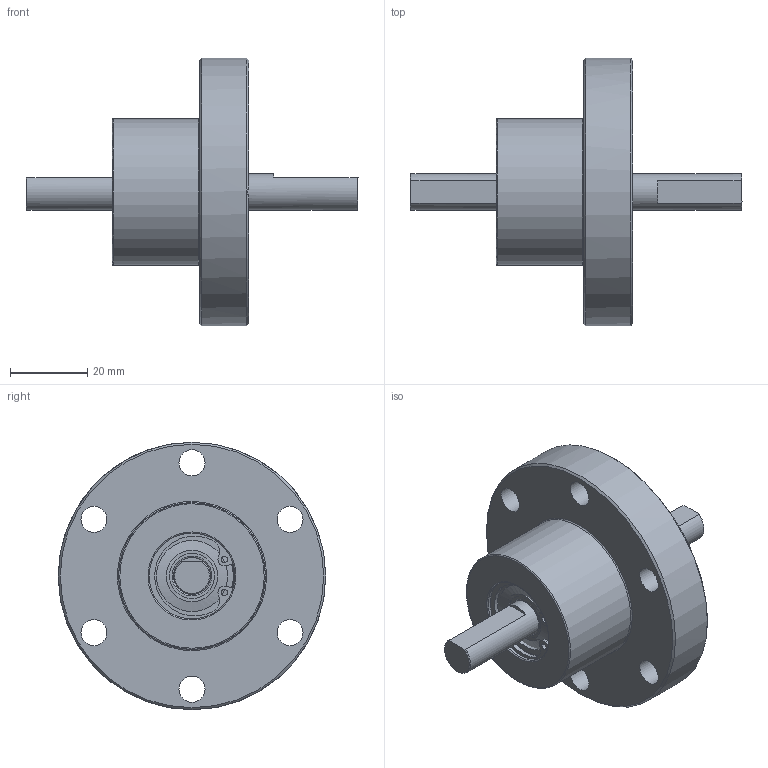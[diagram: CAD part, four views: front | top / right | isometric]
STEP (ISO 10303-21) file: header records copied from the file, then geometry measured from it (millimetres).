
FILE_DESCRIPTION (( 'STEP AP203' ), '1' );
FILE_NAME ('FD-CF-0375-LC.STEP', '2023-08-23T17:07:11', ( '' ), ( '' ), 'SwSTEP 2.0', 'SolidWorks 2019', '' );
FILE_SCHEMA (( 'CONFIG_CONTROL_DESIGN' ));
Length unit declared in the file: inch
Products named in the file (13): basic internal retaining ring_ai_B27.1 - NA2-87; 99011420 Housing; 97092610 Shaft_-10 no stages; instrument ball bearing_ai_AFBMA 12.2 - 0.3750 - 0.8750 - 0.2188 - 10,SI,NC,10; curved spring washer_U437-0120; FD-CF-0375-LC; 97092650 Polpc
Assembly tree (7 placements, depth 3):
  basic internal retaining ring_ai_B27.1 - NA2-87
  instrument ball bearing_ai_AFBMA 12.2 - 0.3750 - 0.8750 - 0.2188 - 10,SI,NC,10
  curved spring washer_U437-0120
  97092610 Shaft_-10 no stages
  FD-CF-0375-LC
    99011420 Housing
    97092650 Polpc
      97092610 Shaft_-10 no stages
    instrument ball bearing_ai_AFBMA 12.2 - 0.3750 - 0.8750 - 0.2188 - 10,SI,NC,10  x2
    basic internal retaining ring_ai_B27.1 - NA2-87
    curved spring washer_U437-0120
Bounding box: 86.11 x 69.34 x 69.34 mm (x, y, z)
Volume: 70850.8 mm3; surface area: 25071.6 mm2
Topology: 6 solids, 6 shells, 112 faces, 239 edges, 154 vertices
Faces by surface type: cylinder 47, plane 39, bspline 20, cone 6
Full cylindrical faces by diameter (mm): 1.575 x2, 6.747 x6, 9.512 x2, 9.525 x2, 9.53 x2, 10.541 x1, 11.506 x2, 11.735 x1, 13.335 x4, 18.415 x4, 20.32 x1, 21.112 x1, 21.768 x1, 22.225 x2, 22.236 x2, 22.744 x1, 23.647 x1, 38.062 x1, 41.91 x1, 48.311 x1, 69.342 x1
Entity records: 5637 total; most frequent: CARTESIAN_POINT 2588, DIRECTION 396, ORIENTED_EDGE 284, AXIS2_PLACEMENT_3D 182, EDGE_LOOP 182, FACE_OUTER_BOUND 143, EDGE_CURVE 142, VERTEX_POINT 120
